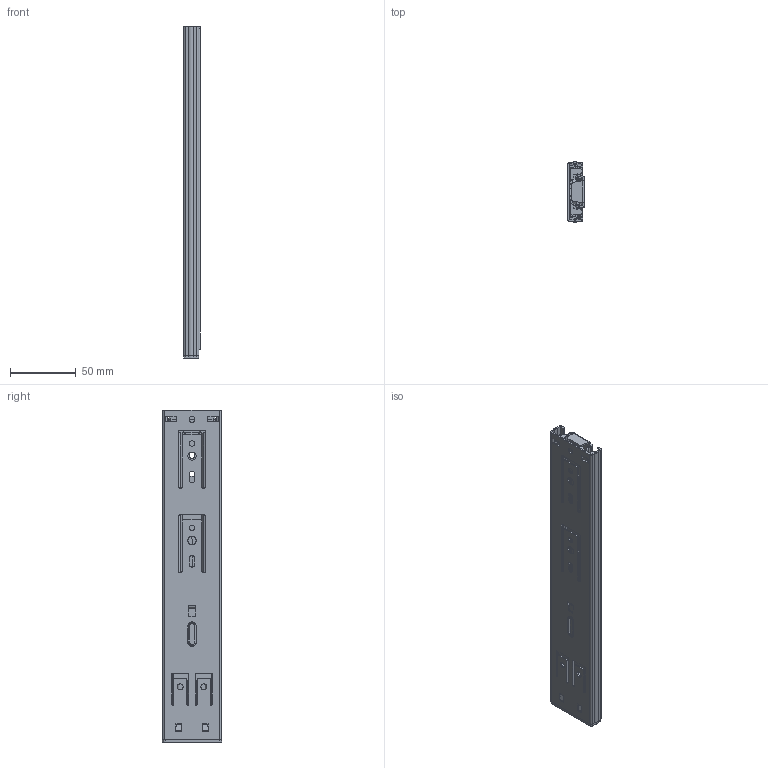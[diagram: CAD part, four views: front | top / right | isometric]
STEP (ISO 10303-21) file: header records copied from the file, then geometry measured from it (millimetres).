
FILE_DESCRIPTION (( 'STEP AP214' ), '1' );
FILE_NAME ('FR_5046.0250mm_10inch_ECD_closed.STEP', '2022-10-31T09:55:24', ( '' ), ( '' ), 'SwSTEP 2.0', 'SolidWorks 2020', '' );
FILE_SCHEMA (( 'AUTOMOTIVE_DESIGN' ));
Length unit declared in the file: millimetre
Products named in the file (17): 5046 ECD 250 - 350_ECD geschlossen; 5046.XXX-03.C001A_NL  250; 5046.XXX-01.C001A_NL  250 geschlossen; 5046 Damper Base 250 - 350; AHS; FR_5046.0250mm_10inch_ECD_closed; 5046.XXX-02.C001A_NL  250; FR5046 ECD CATCH; 5046 Damper Rod; Niete; 5046.XXX-01.C001A_NL  250; 5046 ECD 250 - 350; Anschlag Mittelprofiel; 5046 ECD SLIDER; 5046 ECD BOLT
Assembly tree (17 placements, depth 4):
  FR_5046.0250mm_10inch_ECD_closed
    5046.XXX-01.C001A_NL  250 geschlossen
      5046.XXX-01.C001A_NL  250
      5046 ECD 250 - 350_ECD geschlossen
        5046 ECD 250 - 350
        5046 ECD SLIDER
        5046 ECD BOLT
        5046 Damper Base 250 - 350
        5046 Damper Rod
    5046.XXX-02.C001A_NL  250
      5046.XXX-02.C001A_NL  250
      Anschlag Mittelprofiel
    5046.XXX-03.C001A_NL  250
      5046.XXX-03.C001A_NL  250
      AHS
      Niete  x2
      FR5046 ECD CATCH
Bounding box: 12.7 x 45.46 x 251.8 mm (x, y, z)
Volume: 56156.8 mm3; surface area: 88128.7 mm2
Topology: 13 solids, 13 shells, 974 faces, 2564 edges, 1607 vertices
Faces by surface type: plane 575, cylinder 361, bspline 16, torus 12, cone 7, sphere 3
Entity records: 30801 total; most frequent: CARTESIAN_POINT 6020, DIRECTION 5077, ORIENTED_EDGE 5062, EDGE_CURVE 2531, LINE 1741, VECTOR 1741, AXIS2_PLACEMENT_3D 1668, VERTEX_POINT 1589
